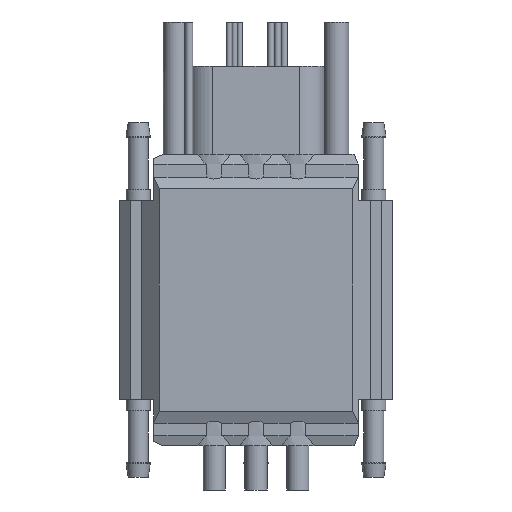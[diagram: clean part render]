
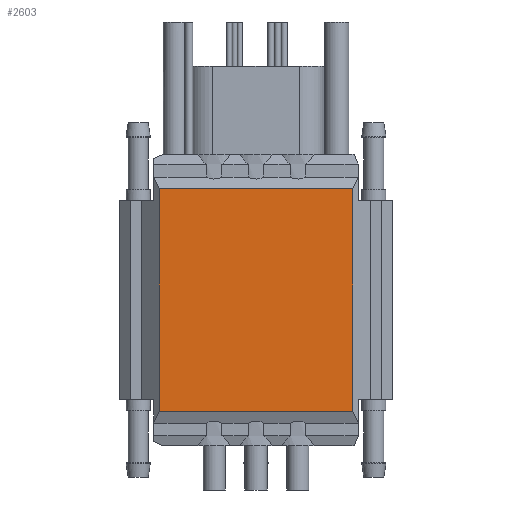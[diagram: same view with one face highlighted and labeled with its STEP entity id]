
A CAD part, front view. The second image highlights one B-rep face of the part: STEP entity #2603.
In plain terms, the highlighted free-form (B-spline) face has degree [1, 1] with [2, 2] control points.
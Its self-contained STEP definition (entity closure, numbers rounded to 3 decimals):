
#2294 = VERTEX_POINT('',#2295);
#2295 = CARTESIAN_POINT('',(31.242,-11.716,
    11.077));
#2300 = EDGE_CURVE('',#2294,#2301,#2303,.T.);
#2301 = VERTEX_POINT('',#2302);
#2302 = CARTESIAN_POINT('',(-31.242,-11.716,
    11.077));
#2303 = B_SPLINE_CURVE_WITH_KNOTS('',1,(#2304,#2305),.UNSPECIFIED.,.F.,
  .F.,(2,2),(9.,53.),.PIECEWISE_BEZIER_KNOTS.);
#2304 = CARTESIAN_POINT('',(31.242,-11.716,
    11.077));
#2305 = CARTESIAN_POINT('',(-31.242,-11.716,
    11.077));
#2603 = ADVANCED_FACE('',(#2604),#2626,.F.);
#2604 = FACE_BOUND('',#2605,.T.);
#2605 = EDGE_LOOP('',(#2606,#2613,#2614,#2621));
#2606 = ORIENTED_EDGE('',*,*,#2607,.T.);
#2607 = EDGE_CURVE('',#2608,#2301,#2610,.T.);
#2608 = VERTEX_POINT('',#2609);
#2609 = CARTESIAN_POINT('',(-31.242,-11.716,
    82.933));
#2610 = B_SPLINE_CURVE_WITH_KNOTS('',1,(#2611,#2612),.UNSPECIFIED.,.F.,
  .F.,(2,2),(-58.4,-7.8),.PIECEWISE_BEZIER_KNOTS.);
#2611 = CARTESIAN_POINT('',(-31.242,-11.716,
    82.933));
#2612 = CARTESIAN_POINT('',(-31.242,-11.716,
    11.077));
#2613 = ORIENTED_EDGE('',*,*,#2300,.F.);
#2614 = ORIENTED_EDGE('',*,*,#2615,.T.);
#2615 = EDGE_CURVE('',#2294,#2616,#2618,.T.);
#2616 = VERTEX_POINT('',#2617);
#2617 = CARTESIAN_POINT('',(31.242,-11.716,
    82.933));
#2618 = B_SPLINE_CURVE_WITH_KNOTS('',1,(#2619,#2620),.UNSPECIFIED.,.F.,
  .F.,(2,2),(-2.7,47.9),.PIECEWISE_BEZIER_KNOTS.);
#2619 = CARTESIAN_POINT('',(31.242,-11.716,
    11.077));
#2620 = CARTESIAN_POINT('',(31.242,-11.716,
    82.933));
#2621 = ORIENTED_EDGE('',*,*,#2622,.T.);
#2622 = EDGE_CURVE('',#2616,#2608,#2623,.T.);
#2623 = B_SPLINE_CURVE_WITH_KNOTS('',1,(#2624,#2625),.UNSPECIFIED.,.F.,
  .F.,(2,2),(9.,53.),.PIECEWISE_BEZIER_KNOTS.);
#2624 = CARTESIAN_POINT('',(31.242,-11.716,
    82.933));
#2625 = CARTESIAN_POINT('',(-31.242,-11.716,
    82.933));
#2626 = B_SPLINE_SURFACE_WITH_KNOTS('',1,1,(
    (#2627,#2628)
    ,(#2629,#2630
    )),.UNSPECIFIED.,.F.,.F.,.F.,(2,2),(2,2),(-2.7,47.9),(-22.,22.),
  .PIECEWISE_BEZIER_KNOTS.);
#2627 = CARTESIAN_POINT('',(-31.242,-11.716,
    11.077));
#2628 = CARTESIAN_POINT('',(31.242,-11.716,
    11.077));
#2629 = CARTESIAN_POINT('',(-31.242,-11.716,
    82.933));
#2630 = CARTESIAN_POINT('',(31.242,-11.716,
    82.933));
